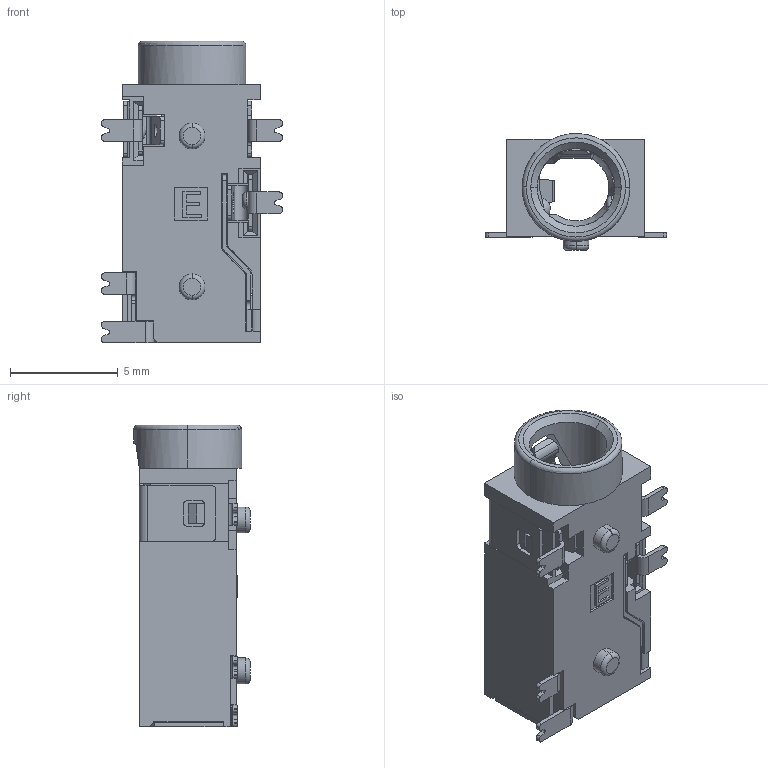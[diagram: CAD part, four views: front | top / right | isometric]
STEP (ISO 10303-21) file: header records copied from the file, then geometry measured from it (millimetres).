
FILE_DESCRIPTION (( 'STEP AP214' ), '1' );
FILE_NAME ('CUI_DEVICES_SJ2-35894B-SMT-TR.step', '2023-06-23T15:34:39', ( '' ), ( '' ), 'SwSTEP 2.0', 'SolidWorks 2023', '' );
FILE_SCHEMA (( 'AUTOMOTIVE_DESIGN' ));
Length unit declared in the file: millimetre
Products named in the file (1): CUI_DEVICES_SJ2-35894B-SMT-TR
Bounding box: 8.4 x 5.4 x 14 mm (x, y, z)
Volume: 209.2 mm3; surface area: 787.6 mm2
Topology: 1 solids, 4 shells, 614 faces, 1734 edges, 1121 vertices
Faces by surface type: plane 373, cylinder 190, torus 22, bspline 19, sphere 6, cone 4
Entity records: 20429 total; most frequent: CARTESIAN_POINT 4380, ORIENTED_EDGE 3444, DIRECTION 3270, EDGE_CURVE 1722, VECTOR 1214, LINE 1214, VERTEX_POINT 1115, AXIS2_PLACEMENT_3D 1028
